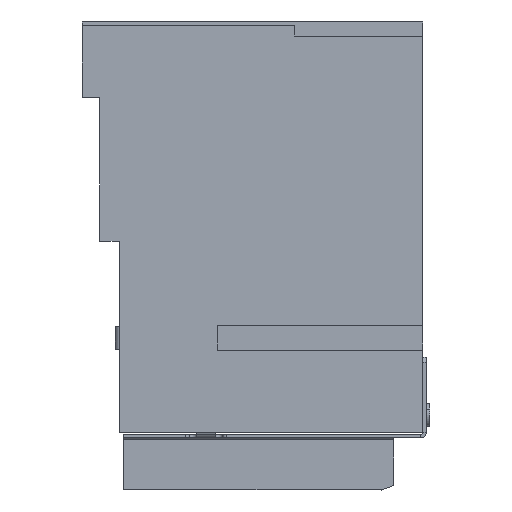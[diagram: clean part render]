
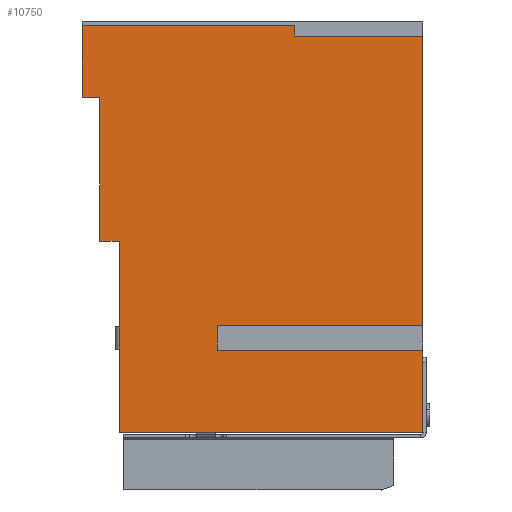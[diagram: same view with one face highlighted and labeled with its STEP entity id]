
A CAD part, left-side view. The second image highlights one B-rep face of the part: STEP entity #10750.
In plain terms, the highlighted face is planar.
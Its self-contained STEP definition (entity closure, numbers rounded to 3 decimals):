
#10720=AXIS2_PLACEMENT_3D('Plane Axis2P3D',#10717,#10718,#10719) ;
#2824=CARTESIAN_POINT('Vertex',(150.,79.,21.)) ;
#2831=CARTESIAN_POINT('Vertex',(150.,38.,21.)) ;
#2834=CARTESIAN_POINT('Line Origine',(150.,58.5,21.)) ;
#4183=CARTESIAN_POINT('Vertex',(150.,-153.,-173.)) ;
#4186=CARTESIAN_POINT('Line Origine',(150.,-153.,-86.5)) ;
#4190=CARTESIAN_POINT('Vertex',(150.,-153.,0.)) ;
#8821=CARTESIAN_POINT('Vertex',(150.,38.,11.)) ;
#8824=CARTESIAN_POINT('Line Origine',(150.,38.,16.)) ;
#8845=CARTESIAN_POINT('Vertex',(150.,-44.,11.)) ;
#8848=CARTESIAN_POINT('Line Origine',(150.,-3.,11.)) ;
#8869=CARTESIAN_POINT('Vertex',(150.,-44.,0.)) ;
#8872=CARTESIAN_POINT('Line Origine',(150.,-44.,5.5)) ;
#8889=CARTESIAN_POINT('Line Origine',(150.,-98.5,0.)) ;
#8945=CARTESIAN_POINT('Vertex',(150.,-106.,-173.)) ;
#8959=CARTESIAN_POINT('Vertex',(150.,-106.,-56.)) ;
#8962=CARTESIAN_POINT('Line Origine',(150.,-106.,-114.5)) ;
#8981=CARTESIAN_POINT('Line Origine',(150.,-99.,-56.)) ;
#8985=CARTESIAN_POINT('Vertex',(150.,-92.,-56.)) ;
#9011=CARTESIAN_POINT('Vertex',(150.,-92.,-173.)) ;
#9014=CARTESIAN_POINT('Line Origine',(150.,-92.,-114.5)) ;
#10053=CARTESIAN_POINT('Line Origine',(150.,79.,-39.5)) ;
#10057=CARTESIAN_POINT('Vertex',(150.,79.,-100.)) ;
#10285=CARTESIAN_POINT('Vertex',(150.,73.,-173.)) ;
#10288=CARTESIAN_POINT('Line Origine',(150.,-9.5,-173.)) ;
#10293=CARTESIAN_POINT('Line Origine',(150.,-129.5,-173.)) ;
#10717=CARTESIAN_POINT('Axis2P3D Location',(150.,79.,-173.)) ;
#10722=CARTESIAN_POINT('Line Origine',(150.,73.,-136.5)) ;
#10726=CARTESIAN_POINT('Vertex',(150.,73.,-100.)) ;
#10729=CARTESIAN_POINT('Line Origine',(150.,76.,-100.)) ;
#2835=DIRECTION('Vector Direction',(0.,1.,0.)) ;
#4187=DIRECTION('Vector Direction',(0.,0.,1.)) ;
#8825=DIRECTION('Vector Direction',(0.,0.,1.)) ;
#8849=DIRECTION('Vector Direction',(0.,1.,0.)) ;
#8873=DIRECTION('Vector Direction',(0.,0.,1.)) ;
#8890=DIRECTION('Vector Direction',(0.,1.,0.)) ;
#8963=DIRECTION('Vector Direction',(0.,0.,1.)) ;
#8982=DIRECTION('Vector Direction',(0.,-1.,0.)) ;
#9015=DIRECTION('Vector Direction',(0.,0.,1.)) ;
#10054=DIRECTION('Vector Direction',(0.,0.,-1.)) ;
#10289=DIRECTION('Vector Direction',(0.,-1.,0.)) ;
#10294=DIRECTION('Vector Direction',(0.,-1.,0.)) ;
#10718=DIRECTION('Axis2P3D Direction',(-1.,0.,0.)) ;
#10719=DIRECTION('Axis2P3D XDirection',(-0.,-1.,-0.)) ;
#10723=DIRECTION('Vector Direction',(0.,0.,1.)) ;
#10730=DIRECTION('Vector Direction',(0.,-1.,0.)) ;
#2836=VECTOR('Line Direction',#2835,1.) ;
#4188=VECTOR('Line Direction',#4187,1.) ;
#8826=VECTOR('Line Direction',#8825,1.) ;
#8850=VECTOR('Line Direction',#8849,1.) ;
#8874=VECTOR('Line Direction',#8873,1.) ;
#8891=VECTOR('Line Direction',#8890,1.) ;
#8964=VECTOR('Line Direction',#8963,1.) ;
#8983=VECTOR('Line Direction',#8982,1.) ;
#9016=VECTOR('Line Direction',#9015,1.) ;
#10055=VECTOR('Line Direction',#10054,1.) ;
#10290=VECTOR('Line Direction',#10289,1.) ;
#10295=VECTOR('Line Direction',#10294,1.) ;
#10724=VECTOR('Line Direction',#10723,1.) ;
#10731=VECTOR('Line Direction',#10730,1.) ;
#10735=ORIENTED_EDGE('',*,*,#10728,.T.) ;
#10736=ORIENTED_EDGE('',*,*,#10733,.F.) ;
#10737=ORIENTED_EDGE('',*,*,#10059,.T.) ;
#10738=ORIENTED_EDGE('',*,*,#2838,.T.) ;
#10739=ORIENTED_EDGE('',*,*,#8828,.T.) ;
#10740=ORIENTED_EDGE('',*,*,#8852,.T.) ;
#10741=ORIENTED_EDGE('',*,*,#8876,.T.) ;
#10742=ORIENTED_EDGE('',*,*,#8893,.T.) ;
#10743=ORIENTED_EDGE('',*,*,#4192,.T.) ;
#10744=ORIENTED_EDGE('',*,*,#10297,.T.) ;
#10745=ORIENTED_EDGE('',*,*,#8966,.T.) ;
#10746=ORIENTED_EDGE('',*,*,#8987,.F.) ;
#10747=ORIENTED_EDGE('',*,*,#9018,.F.) ;
#10748=ORIENTED_EDGE('',*,*,#10292,.T.) ;
#10750=ADVANCED_FACE('AR-Abdeckung',(#10749),#10721,.F.) ;
#2838=EDGE_CURVE('',#2825,#2832,#2837,.F.) ;
#4192=EDGE_CURVE('',#4191,#4184,#4189,.F.) ;
#8828=EDGE_CURVE('',#2832,#8822,#8827,.F.) ;
#8852=EDGE_CURVE('',#8822,#8846,#8851,.F.) ;
#8876=EDGE_CURVE('',#8846,#8870,#8875,.F.) ;
#8893=EDGE_CURVE('',#8870,#4191,#8892,.F.) ;
#8966=EDGE_CURVE('',#8946,#8960,#8965,.T.) ;
#8987=EDGE_CURVE('',#8986,#8960,#8984,.T.) ;
#9018=EDGE_CURVE('',#9012,#8986,#9017,.T.) ;
#10059=EDGE_CURVE('',#10058,#2825,#10056,.F.) ;
#10292=EDGE_CURVE('',#9012,#10286,#10291,.F.) ;
#10297=EDGE_CURVE('',#4184,#8946,#10296,.F.) ;
#10728=EDGE_CURVE('',#10286,#10727,#10725,.T.) ;
#10733=EDGE_CURVE('',#10058,#10727,#10732,.T.) ;
#10734=EDGE_LOOP('',(#10735,#10736,#10737,#10738,#10739,#10740,#10741,#10742,#10743,#10744,#10745,#10746,#10747,#10748)) ;
#10749=FACE_OUTER_BOUND('',#10734,.T.) ;
#2837=LINE('Line',#2834,#2836) ;
#4189=LINE('Line',#4186,#4188) ;
#8827=LINE('Line',#8824,#8826) ;
#8851=LINE('Line',#8848,#8850) ;
#8875=LINE('Line',#8872,#8874) ;
#8892=LINE('Line',#8889,#8891) ;
#8965=LINE('Line',#8962,#8964) ;
#8984=LINE('Line',#8981,#8983) ;
#9017=LINE('Line',#9014,#9016) ;
#10056=LINE('Line',#10053,#10055) ;
#10291=LINE('Line',#10288,#10290) ;
#10296=LINE('Line',#10293,#10295) ;
#10725=LINE('Line',#10722,#10724) ;
#10732=LINE('Line',#10729,#10731) ;
#10721=PLANE('',#10720) ;
#2825=VERTEX_POINT('',#2824) ;
#2832=VERTEX_POINT('',#2831) ;
#4184=VERTEX_POINT('',#4183) ;
#4191=VERTEX_POINT('',#4190) ;
#8822=VERTEX_POINT('',#8821) ;
#8846=VERTEX_POINT('',#8845) ;
#8870=VERTEX_POINT('',#8869) ;
#8946=VERTEX_POINT('',#8945) ;
#8960=VERTEX_POINT('',#8959) ;
#8986=VERTEX_POINT('',#8985) ;
#9012=VERTEX_POINT('',#9011) ;
#10058=VERTEX_POINT('',#10057) ;
#10286=VERTEX_POINT('',#10285) ;
#10727=VERTEX_POINT('',#10726) ;
